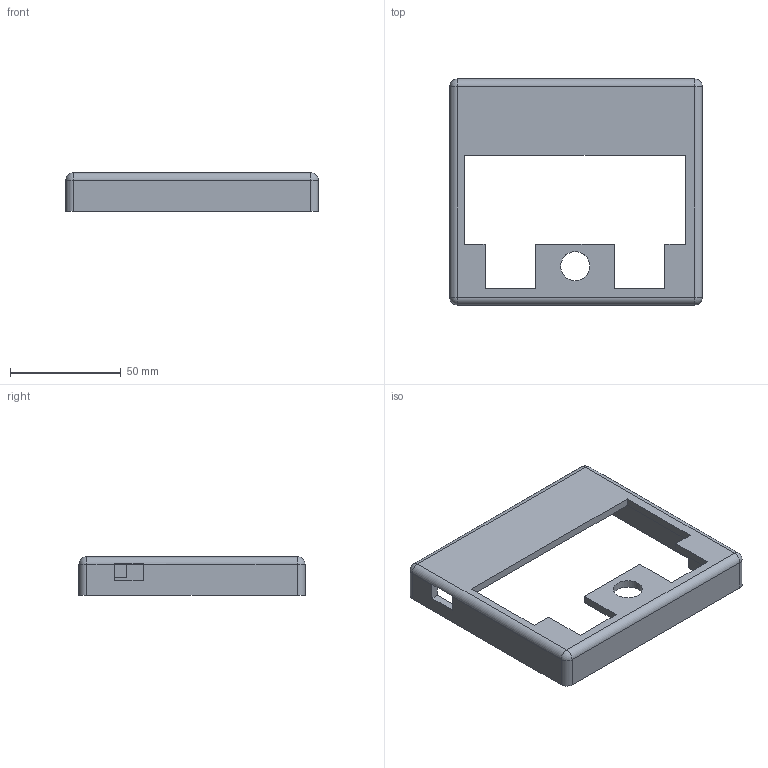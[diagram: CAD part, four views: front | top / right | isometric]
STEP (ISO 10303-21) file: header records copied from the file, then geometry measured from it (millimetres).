
FILE_DESCRIPTION(('FreeCAD Model'),'2;1');
FILE_NAME('Open CASCADE Shape Model','2022-07-07T11:03:11',('Author'),( ''),'Open CASCADE STEP processor 7.5','FreeCAD','Unknown');
FILE_SCHEMA(('AUTOMOTIVE_DESIGN { 1 0 10303 214 1 1 1 1 }'));
Length unit declared in the file: millimetre
Products named in the file (1): Box_Compound
Bounding box: 114 x 102 x 17.5 mm (x, y, z)
Volume: 45854.2 mm3; surface area: 29546.4 mm2
Topology: 4 solids, 4 shells, 62 faces, 153 edges, 98 vertices
Faces by surface type: plane 46, cylinder 12, sphere 4
Full cylindrical faces by diameter (mm): 3 x3, 13.12 x1
Entity records: 4015 total; most frequent: CARTESIAN_POINT 894, DIRECTION 555, LINE 373, VECTOR 373, ORIENTED_EDGE 306, PCURVE 306, DEFINITIONAL_REPRESENTATION 306, EDGE_CURVE 153
